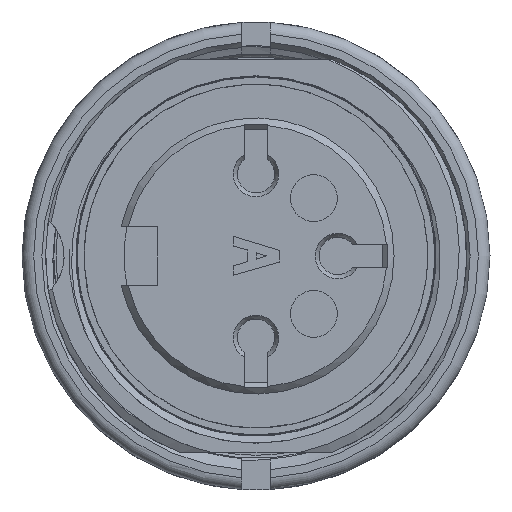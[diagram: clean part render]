
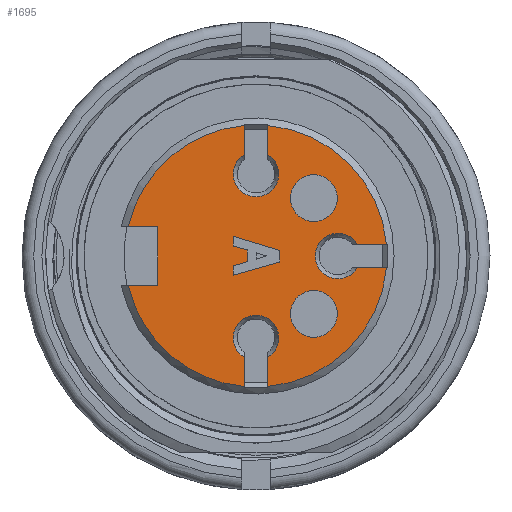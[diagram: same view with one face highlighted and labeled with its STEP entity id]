
A CAD part, front view. The second image highlights one B-rep face of the part: STEP entity #1695.
In plain terms, the highlighted planar face has unit normal (0, -1, 0).
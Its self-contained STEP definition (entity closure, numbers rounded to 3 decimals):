
#1695=ADVANCED_FACE('',(#2033,#2034,#2035,#2036),#1920,.F.);
#1920=PLANE('',#6459);
#2033=FACE_BOUND('',#2275,.T.);
#2034=FACE_BOUND('',#2276,.T.);
#2035=FACE_BOUND('',#2277,.T.);
#2036=FACE_BOUND('',#2278,.T.);
#2275=EDGE_LOOP('',(#3329));
#2276=EDGE_LOOP('',(#3330,#3331,#3332,#3333,#3334,#3335,#3336,#3337));
#2277=EDGE_LOOP('',(#3338,#3339,#3340,#3341,#3342,#3343,#3344,#3345,#3346,
#3347,#3348,#3349,#3350,#3351,#3352,#3353));
#2278=EDGE_LOOP('',(#3354));
#2508=CIRCLE('',#6428,1.);
#2509=CIRCLE('',#6430,0.973);
#2510=CIRCLE('',#6432,0.973);
#2511=CIRCLE('',#6434,0.973);
#2512=CIRCLE('',#6444,1.);
#2513=CIRCLE('',#6455,5.6);
#2514=CIRCLE('',#6456,5.6);
#2515=CIRCLE('',#6457,5.6);
#2516=CIRCLE('',#6458,5.6);
#3329=ORIENTED_EDGE('',*,*,#5085,.F.);
#3330=ORIENTED_EDGE('',*,*,#5084,.T.);
#3331=ORIENTED_EDGE('',*,*,#5082,.T.);
#3332=ORIENTED_EDGE('',*,*,#5080,.T.);
#3333=ORIENTED_EDGE('',*,*,#5078,.T.);
#3334=ORIENTED_EDGE('',*,*,#5076,.T.);
#3335=ORIENTED_EDGE('',*,*,#5074,.T.);
#3336=ORIENTED_EDGE('',*,*,#5072,.T.);
#3337=ORIENTED_EDGE('',*,*,#5070,.T.);
#3338=ORIENTED_EDGE('',*,*,#5107,.T.);
#3339=ORIENTED_EDGE('',*,*,#5108,.T.);
#3340=ORIENTED_EDGE('',*,*,#5086,.F.);
#3341=ORIENTED_EDGE('',*,*,#5067,.F.);
#3342=ORIENTED_EDGE('',*,*,#5092,.F.);
#3343=ORIENTED_EDGE('',*,*,#5109,.T.);
#3344=ORIENTED_EDGE('',*,*,#5093,.F.);
#3345=ORIENTED_EDGE('',*,*,#5064,.F.);
#3346=ORIENTED_EDGE('',*,*,#5099,.F.);
#3347=ORIENTED_EDGE('',*,*,#5110,.T.);
#3348=ORIENTED_EDGE('',*,*,#5100,.F.);
#3349=ORIENTED_EDGE('',*,*,#5061,.F.);
#3350=ORIENTED_EDGE('',*,*,#5106,.F.);
#3351=ORIENTED_EDGE('',*,*,#5111,.T.);
#3352=ORIENTED_EDGE('',*,*,#5112,.T.);
#3353=ORIENTED_EDGE('',*,*,#5113,.T.);
#3354=ORIENTED_EDGE('',*,*,#5059,.F.);
#4415=VERTEX_POINT('',#8898);
#4416=VERTEX_POINT('',#8903);
#4417=VERTEX_POINT('',#8905);
#4418=VERTEX_POINT('',#8913);
#4419=VERTEX_POINT('',#8915);
#4420=VERTEX_POINT('',#8923);
#4421=VERTEX_POINT('',#8925);
#4422=VERTEX_POINT('',#8931);
#4423=VERTEX_POINT('',#8933);
#4424=VERTEX_POINT('',#8937);
#4425=VERTEX_POINT('',#8941);
#4426=VERTEX_POINT('',#8945);
#4427=VERTEX_POINT('',#8949);
#4428=VERTEX_POINT('',#8953);
#4429=VERTEX_POINT('',#8957);
#4430=VERTEX_POINT('',#8963);
#4431=VERTEX_POINT('',#8966);
#4434=VERTEX_POINT('',#8985);
#4435=VERTEX_POINT('',#8989);
#4438=VERTEX_POINT('',#9008);
#4439=VERTEX_POINT('',#9012);
#4442=VERTEX_POINT('',#9031);
#4443=VERTEX_POINT('',#9035);
#4444=VERTEX_POINT('',#9036);
#4445=VERTEX_POINT('',#9041);
#4446=VERTEX_POINT('',#9043);
#5059=EDGE_CURVE('',#4415,#4415,#2508,.T.);
#5061=EDGE_CURVE('',#4416,#4417,#2509,.T.);
#5064=EDGE_CURVE('',#4418,#4419,#2510,.T.);
#5067=EDGE_CURVE('',#4420,#4421,#2511,.T.);
#5070=EDGE_CURVE('',#4423,#4422,#5717,.T.);
#5072=EDGE_CURVE('',#4424,#4423,#5719,.T.);
#5074=EDGE_CURVE('',#4425,#4424,#5721,.T.);
#5076=EDGE_CURVE('',#4426,#4425,#5723,.T.);
#5078=EDGE_CURVE('',#4427,#4426,#5725,.T.);
#5080=EDGE_CURVE('',#4428,#4427,#5727,.T.);
#5082=EDGE_CURVE('',#4429,#4428,#5729,.T.);
#5084=EDGE_CURVE('',#4422,#4429,#5731,.T.);
#5085=EDGE_CURVE('',#4430,#4430,#2512,.T.);
#5086=EDGE_CURVE('',#4421,#4431,#5732,.T.);
#5092=EDGE_CURVE('',#4434,#4420,#5735,.T.);
#5093=EDGE_CURVE('',#4419,#4435,#5736,.T.);
#5099=EDGE_CURVE('',#4438,#4418,#5739,.T.);
#5100=EDGE_CURVE('',#4417,#4439,#5740,.T.);
#5106=EDGE_CURVE('',#4442,#4416,#5743,.T.);
#5107=EDGE_CURVE('',#4443,#4444,#5744,.T.);
#5108=EDGE_CURVE('',#4444,#4431,#2513,.T.);
#5109=EDGE_CURVE('',#4434,#4435,#2514,.T.);
#5110=EDGE_CURVE('',#4438,#4439,#2515,.T.);
#5111=EDGE_CURVE('',#4442,#4445,#2516,.T.);
#5112=EDGE_CURVE('',#4445,#4446,#5745,.T.);
#5113=EDGE_CURVE('',#4446,#4443,#5746,.T.);
#5717=LINE('',#8932,#6070);
#5719=LINE('',#8936,#6072);
#5721=LINE('',#8940,#6074);
#5723=LINE('',#8944,#6076);
#5725=LINE('',#8948,#6078);
#5727=LINE('',#8952,#6080);
#5729=LINE('',#8956,#6082);
#5731=LINE('',#8960,#6084);
#5732=LINE('',#8965,#6085);
#5735=LINE('',#8986,#6088);
#5736=LINE('',#8988,#6089);
#5739=LINE('',#9009,#6092);
#5740=LINE('',#9011,#6093);
#5743=LINE('',#9032,#6096);
#5744=LINE('',#9034,#6097);
#5745=LINE('',#9042,#6098);
#5746=LINE('',#9044,#6099);
#6070=VECTOR('',#7269,1.);
#6072=VECTOR('',#7273,1.);
#6074=VECTOR('',#7277,1.);
#6076=VECTOR('',#7281,1.);
#6078=VECTOR('',#7285,1.);
#6080=VECTOR('',#7289,1.);
#6082=VECTOR('',#7293,1.);
#6084=VECTOR('',#7297,1.);
#6085=VECTOR('',#7304,1.);
#6088=VECTOR('',#7311,1.);
#6089=VECTOR('',#7314,1.);
#6092=VECTOR('',#7321,1.);
#6093=VECTOR('',#7324,1.);
#6096=VECTOR('',#7331,1.);
#6097=VECTOR('',#7334,1.);
#6098=VECTOR('',#7343,1.);
#6099=VECTOR('',#7344,1.);
#6428=AXIS2_PLACEMENT_3D('',#8897,#7252,#7253);
#6430=AXIS2_PLACEMENT_3D('',#8904,#7256,#7257);
#6432=AXIS2_PLACEMENT_3D('',#8914,#7260,#7261);
#6434=AXIS2_PLACEMENT_3D('',#8924,#7264,#7265);
#6444=AXIS2_PLACEMENT_3D('',#8962,#7300,#7301);
#6455=AXIS2_PLACEMENT_3D('',#9037,#7335,#7336);
#6456=AXIS2_PLACEMENT_3D('',#9038,#7337,#7338);
#6457=AXIS2_PLACEMENT_3D('',#9039,#7339,#7340);
#6458=AXIS2_PLACEMENT_3D('',#9040,#7341,#7342);
#6459=AXIS2_PLACEMENT_3D('',#9045,#7345,#7346);
#7252=DIRECTION('',(0.,-1.,0.));
#7253=DIRECTION('',(0.,0.,1.));
#7256=DIRECTION('',(0.,-1.,0.));
#7257=DIRECTION('',(-0.514,0.,0.858));
#7260=DIRECTION('',(0.,-1.,0.));
#7261=DIRECTION('',(0.858,0.,0.514));
#7264=DIRECTION('',(0.,-1.,0.));
#7265=DIRECTION('',(0.514,0.,-0.858));
#7269=DIRECTION('',(0.958,0.,-0.287));
#7273=DIRECTION('',(0.,0.,1.));
#7277=DIRECTION('',(-0.966,0.,0.258));
#7281=DIRECTION('',(0.,0.,1.));
#7285=DIRECTION('',(0.958,0.,0.287));
#7289=DIRECTION('',(0.,0.,1.));
#7293=DIRECTION('',(-0.963,0.,-0.27));
#7297=DIRECTION('',(0.,0.,-1.));
#7300=DIRECTION('',(0.,-1.,0.));
#7301=DIRECTION('',(0.,0.,1.));
#7304=DIRECTION('',(0.,0.,-1.));
#7311=DIRECTION('',(0.,0.,1.));
#7314=DIRECTION('',(1.,0.,0.));
#7321=DIRECTION('',(-1.,0.,0.));
#7324=DIRECTION('',(0.,0.,1.));
#7331=DIRECTION('',(0.,0.,-1.));
#7334=DIRECTION('',(-1.,0.,0.));
#7335=DIRECTION('',(0.,-1.,0.));
#7336=DIRECTION('',(0.,0.,1.));
#7337=DIRECTION('',(0.,-1.,0.));
#7338=DIRECTION('',(0.,0.,1.));
#7339=DIRECTION('',(0.,-1.,0.));
#7340=DIRECTION('',(0.,0.,1.));
#7341=DIRECTION('',(0.,-1.,0.));
#7342=DIRECTION('',(0.,0.,1.));
#7343=DIRECTION('',(1.,0.,0.));
#7344=DIRECTION('',(0.,0.,-1.));
#7345=DIRECTION('',(0.,1.,0.));
#7346=DIRECTION('',(0.,0.,1.));
#8897=CARTESIAN_POINT('',(3.071,-25.106,-2.475));
#8898=CARTESIAN_POINT('',(3.071,-25.106,-1.475));
#8903=CARTESIAN_POINT('',(0.096,-25.106,4.335));
#8904=CARTESIAN_POINT('',(0.596,-25.106,3.5));
#8905=CARTESIAN_POINT('',(1.096,-25.106,4.335));
#8913=CARTESIAN_POINT('',(4.931,-25.106,0.5));
#8914=CARTESIAN_POINT('',(4.096,-25.106,0.));
#8915=CARTESIAN_POINT('',(4.931,-25.106,-0.5));
#8923=CARTESIAN_POINT('',(1.096,-25.106,-4.335));
#8924=CARTESIAN_POINT('',(0.596,-25.106,-3.5));
#8925=CARTESIAN_POINT('',(0.096,-25.106,-4.335));
#8931=CARTESIAN_POINT('',(1.616,-25.106,0.24));
#8932=CARTESIAN_POINT('',(-0.384,-25.106,0.84));
#8933=CARTESIAN_POINT('',(-0.384,-25.106,0.84));
#8936=CARTESIAN_POINT('',(-0.384,-25.106,0.42));
#8937=CARTESIAN_POINT('',(-0.384,-25.106,0.42));
#8940=CARTESIAN_POINT('',(0.216,-25.106,0.26));
#8941=CARTESIAN_POINT('',(0.216,-25.106,0.26));
#8944=CARTESIAN_POINT('',(0.216,-25.106,-0.24));
#8945=CARTESIAN_POINT('',(0.216,-25.106,-0.24));
#8948=CARTESIAN_POINT('',(-0.384,-25.106,-0.42));
#8949=CARTESIAN_POINT('',(-0.384,-25.106,-0.42));
#8952=CARTESIAN_POINT('',(-0.384,-25.106,-0.82));
#8953=CARTESIAN_POINT('',(-0.384,-25.106,-0.82));
#8956=CARTESIAN_POINT('',(1.616,-25.106,-0.26));
#8957=CARTESIAN_POINT('',(1.616,-25.106,-0.26));
#8960=CARTESIAN_POINT('',(1.616,-25.106,0.24));
#8962=CARTESIAN_POINT('',(3.071,-25.106,2.475));
#8963=CARTESIAN_POINT('',(3.071,-25.106,3.475));
#8965=CARTESIAN_POINT('',(0.096,-25.106,-4.335));
#8966=CARTESIAN_POINT('',(0.096,-25.106,-5.578));
#8985=CARTESIAN_POINT('',(1.096,-25.106,-5.578));
#8986=CARTESIAN_POINT('',(1.096,-25.106,-5.7));
#8988=CARTESIAN_POINT('',(4.931,-25.106,-0.5));
#8989=CARTESIAN_POINT('',(6.174,-25.106,-0.5));
#9008=CARTESIAN_POINT('',(6.174,-25.106,0.5));
#9009=CARTESIAN_POINT('',(6.296,-25.106,0.5));
#9011=CARTESIAN_POINT('',(1.096,-25.106,4.335));
#9012=CARTESIAN_POINT('',(1.096,-25.106,5.578));
#9031=CARTESIAN_POINT('',(0.096,-25.106,5.578));
#9032=CARTESIAN_POINT('',(0.096,-25.106,5.7));
#9034=CARTESIAN_POINT('',(-5.783,-25.106,-1.25));
#9035=CARTESIAN_POINT('',(-3.604,-25.106,-1.25));
#9036=CARTESIAN_POINT('',(-4.863,-25.106,-1.25));
#9037=CARTESIAN_POINT('',(0.596,-25.106,0.));
#9038=CARTESIAN_POINT('',(0.596,-25.106,0.));
#9039=CARTESIAN_POINT('',(0.596,-25.106,0.));
#9040=CARTESIAN_POINT('',(0.596,-25.106,0.));
#9041=CARTESIAN_POINT('',(-4.863,-25.106,1.25));
#9042=CARTESIAN_POINT('',(-3.604,-25.106,1.25));
#9043=CARTESIAN_POINT('',(-3.604,-25.106,1.25));
#9044=CARTESIAN_POINT('',(-3.604,-25.106,-1.25));
#9045=CARTESIAN_POINT('',(0.596,-25.106,5.9));
